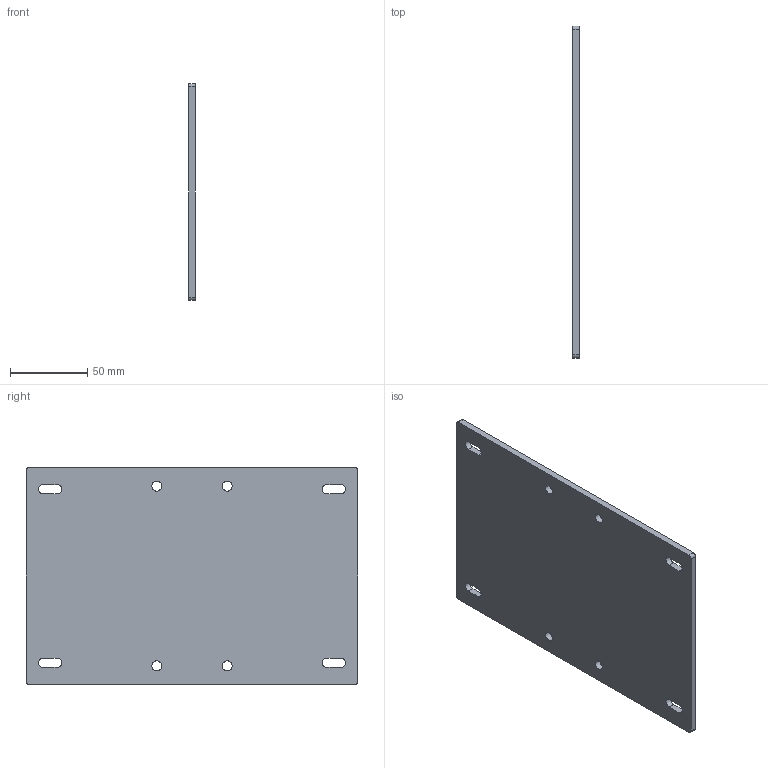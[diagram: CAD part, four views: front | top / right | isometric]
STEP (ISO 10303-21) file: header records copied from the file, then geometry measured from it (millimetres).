
FILE_DESCRIPTION(('CATIA V5 STEP Exchange'),'2;1');
FILE_NAME('plaque_support_moteur.stp','2017-02-26T19:27:23+00:00',('none'),('none'),'CATIA Version 5 Release 20 GA (IN-10)','CATIA V5 STEP AP203','none');
FILE_SCHEMA(('CONFIG_CONTROL_DESIGN'));
Length unit declared in the file: millimetre
Products named in the file (1): plaque_support_moteur
Bounding box: 4 x 214 x 140 mm (x, y, z)
Volume: 117995.2 mm3; surface area: 62727.1 mm2
Topology: 1 solids, 1 shells, 34 faces, 96 edges, 64 vertices
Faces by surface type: cylinder 20, plane 14
Entity records: 1134 total; most frequent: ORIENTED_EDGE 192, CARTESIAN_POINT 191, DIRECTION 156, EDGE_CURVE 96, AXIS2_PLACEMENT_3D 71, VERTEX_POINT 64, VECTOR 56, LINE 56
